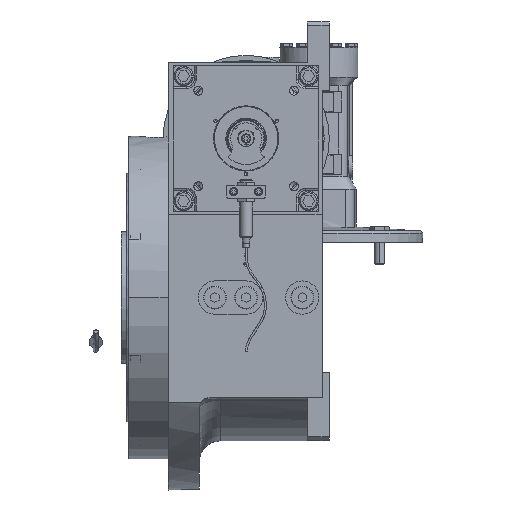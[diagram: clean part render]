
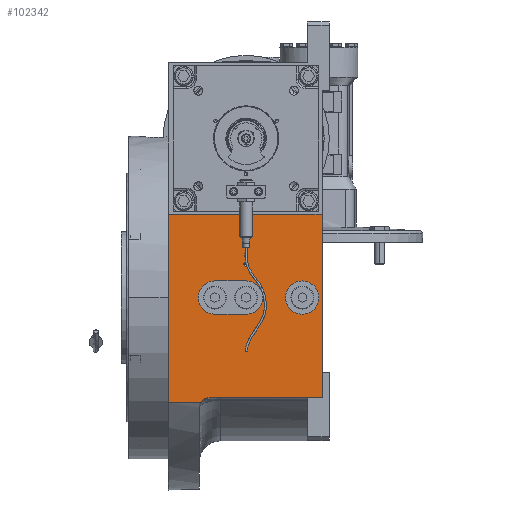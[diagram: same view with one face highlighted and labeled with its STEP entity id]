
A CAD part, left-side view. The second image highlights one B-rep face of the part: STEP entity #102342.
In plain terms, the highlighted planar face has unit normal (-1, 0, 0).
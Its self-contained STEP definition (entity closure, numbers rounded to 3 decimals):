
#652 = LINE ( 'NONE', #83067, #34179 ) ;
#1342 = AXIS2_PLACEMENT_3D ( 'NONE', #57594, #26952, #86868 ) ;
#2028 = CARTESIAN_POINT ( 'NONE',  ( -155., 43.657, -100.995 ) ) ;
#2451 = VERTEX_POINT ( 'NONE', #66296 ) ;
#2774 = DIRECTION ( 'NONE',  ( 0., 1., 0. ) ) ;
#3810 = EDGE_CURVE ( 'NONE', #46424, #83704, #97317, .T. ) ;
#4830 = VERTEX_POINT ( 'NONE', #23164 ) ;
#4895 = VECTOR ( 'NONE', #54473, 1000. ) ;
#5554 = EDGE_CURVE ( 'NONE', #2451, #46214, #71700, .T. ) ;
#6224 = CARTESIAN_POINT ( 'NONE',  ( -155., -2.1, 60. ) ) ;
#7483 = AXIS2_PLACEMENT_3D ( 'NONE', #12312, #34755, #25218 ) ;
#7979 = DIRECTION ( 'NONE',  ( 0., 0., -1. ) ) ;
#9266 = EDGE_LOOP ( 'NONE', ( #54677, #91202 ) ) ;
#9493 = CARTESIAN_POINT ( 'NONE',  ( -155., -73., 80. ) ) ;
#9919 = EDGE_CURVE ( 'NONE', #81653, #132909, #59494, .T. ) ;
#10605 = CARTESIAN_POINT ( 'NONE',  ( -155., 0., 60. ) ) ;
#12312 = CARTESIAN_POINT ( 'NONE',  ( -155., 30., 0. ) ) ;
#13696 = LINE ( 'NONE', #105613, #52770 ) ;
#13732 = CARTESIAN_POINT ( 'NONE',  ( -155., 0., 60. ) ) ;
#14287 = CIRCLE ( 'NONE', #127351, 2.1 ) ;
#15373 = FACE_OUTER_BOUND ( 'NONE', #79028, .T. ) ;
#16065 = PLANE ( 'NONE',  #1342 ) ;
#17611 = ORIENTED_EDGE ( 'NONE', *, *, #103475, .T. ) ;
#18690 = CARTESIAN_POINT ( 'NONE',  ( -155., 30., 16. ) ) ;
#18932 = CARTESIAN_POINT ( 'NONE',  ( -155., 0., 16. ) ) ;
#20842 = CARTESIAN_POINT ( 'NONE',  ( -155., 0., 32. ) ) ;
#21209 = CARTESIAN_POINT ( 'NONE',  ( -155., 2.1, 60. ) ) ;
#23164 = CARTESIAN_POINT ( 'NONE',  ( -155., 0., -16. ) ) ;
#25218 = DIRECTION ( 'NONE',  ( 0., 0., 1. ) ) ;
#26876 = VERTEX_POINT ( 'NONE', #9493 ) ;
#26952 = DIRECTION ( 'NONE',  ( -1., 0., 0. ) ) ;
#27082 = CARTESIAN_POINT ( 'NONE',  ( -155., 0., 0. ) ) ;
#28005 = EDGE_CURVE ( 'NONE', #40946, #110422, #652, .T. ) ;
#28712 = VERTEX_POINT ( 'NONE', #112559 ) ;
#30120 = CARTESIAN_POINT ( 'NONE',  ( -155., 75., 80. ) ) ;
#34179 = VECTOR ( 'NONE', #65821, 1000. ) ;
#34755 = DIRECTION ( 'NONE',  ( -1., 0., 0. ) ) ;
#35197 = EDGE_CURVE ( 'NONE', #48416, #43820, #74913, .T. ) ;
#35895 = LINE ( 'NONE', #51508, #107119 ) ;
#35974 = EDGE_CURVE ( 'NONE', #28712, #83847, #35895, .T. ) ;
#37406 = CARTESIAN_POINT ( 'NONE',  ( -155., 35., -106. ) ) ;
#37861 = FACE_BOUND ( 'NONE', #42365, .T. ) ;
#39741 = ORIENTED_EDGE ( 'NONE', *, *, #28005, .F. ) ;
#40946 = VERTEX_POINT ( 'NONE', #18932 ) ;
#41209 = AXIS2_PLACEMENT_3D ( 'NONE', #20842, #84775, #62372 ) ;
#42224 = CARTESIAN_POINT ( 'NONE',  ( -155., -54., 0. ) ) ;
#42365 = EDGE_LOOP ( 'NONE', ( #39741, #123772, #126427, #47087 ) ) ;
#43711 = VERTEX_POINT ( 'NONE', #72231 ) ;
#43820 = VERTEX_POINT ( 'NONE', #75574 ) ;
#46214 = VERTEX_POINT ( 'NONE', #60463 ) ;
#46424 = VERTEX_POINT ( 'NONE', #77878 ) ;
#46754 = FACE_BOUND ( 'NONE', #9266, .T. ) ;
#47087 = ORIENTED_EDGE ( 'NONE', *, *, #79328, .F. ) ;
#48416 = VERTEX_POINT ( 'NONE', #52766 ) ;
#48474 = VECTOR ( 'NONE', #113734, 1000. ) ;
#49657 = DIRECTION ( 'NONE',  ( 0., 0.866, 0.5 ) ) ;
#51195 = CARTESIAN_POINT ( 'NONE',  ( -155., -70., 0. ) ) ;
#51508 = CARTESIAN_POINT ( 'NONE',  ( -155., -73., -96. ) ) ;
#52766 = CARTESIAN_POINT ( 'NONE',  ( -155., 43.657, -100.995 ) ) ;
#52770 = VECTOR ( 'NONE', #2774, 1000. ) ;
#53194 = EDGE_CURVE ( 'NONE', #43820, #108333, #120503, .T. ) ;
#54473 = DIRECTION ( 'NONE',  ( 0., 1., 0. ) ) ;
#54677 = ORIENTED_EDGE ( 'NONE', *, *, #61639, .T. ) ;
#55148 = LINE ( 'NONE', #76252, #116290 ) ;
#55380 = ORIENTED_EDGE ( 'NONE', *, *, #121410, .T. ) ;
#57594 = CARTESIAN_POINT ( 'NONE',  ( -155., -73., -100.995 ) ) ;
#59494 = CIRCLE ( 'NONE', #105148, 2.1 ) ;
#59940 = VECTOR ( 'NONE', #119149, 1000. ) ;
#60463 = CARTESIAN_POINT ( 'NONE',  ( -155., 2.1, 32. ) ) ;
#61537 = CIRCLE ( 'NONE', #76795, 16. ) ;
#61639 = EDGE_CURVE ( 'NONE', #132909, #81653, #108942, .T. ) ;
#62372 = DIRECTION ( 'NONE',  ( 0., -1., 0. ) ) ;
#65308 = ORIENTED_EDGE ( 'NONE', *, *, #97600, .T. ) ;
#65821 = DIRECTION ( 'NONE',  ( 0., 1., 0. ) ) ;
#66132 = ORIENTED_EDGE ( 'NONE', *, *, #114169, .T. ) ;
#66296 = CARTESIAN_POINT ( 'NONE',  ( -155., -2.1, 32. ) ) ;
#66979 = ORIENTED_EDGE ( 'NONE', *, *, #83072, .F. ) ;
#68337 = CIRCLE ( 'NONE', #7483, 16. ) ;
#68505 = FACE_BOUND ( 'NONE', #134539, .T. ) ;
#69015 = DIRECTION ( 'NONE',  ( 0., 1., 0. ) ) ;
#71529 = EDGE_CURVE ( 'NONE', #4830, #40946, #61537, .T. ) ;
#71700 = CIRCLE ( 'NONE', #41209, 2.1 ) ;
#72231 = CARTESIAN_POINT ( 'NONE',  ( -155., 30., -16. ) ) ;
#74684 = CARTESIAN_POINT ( 'NONE',  ( -155., 0., 32. ) ) ;
#74913 = LINE ( 'NONE', #2028, #4895 ) ;
#75574 = CARTESIAN_POINT ( 'NONE',  ( -155., 75., -100.995 ) ) ;
#75620 = CARTESIAN_POINT ( 'NONE',  ( -155., 35., -96. ) ) ;
#76252 = CARTESIAN_POINT ( 'NONE',  ( -155., -73., -96. ) ) ;
#76795 = AXIS2_PLACEMENT_3D ( 'NONE', #27082, #110794, #7979 ) ;
#77582 = CARTESIAN_POINT ( 'NONE',  ( -155., 75., -100.995 ) ) ;
#77878 = CARTESIAN_POINT ( 'NONE',  ( -155., -38., 0. ) ) ;
#78941 = DIRECTION ( 'NONE',  ( 1., 0., 0. ) ) ;
#79028 = EDGE_LOOP ( 'NONE', ( #66132, #55380, #116920, #122702, #65308, #134498 ) ) ;
#79328 = EDGE_CURVE ( 'NONE', #110422, #43711, #68337, .T. ) ;
#79987 = CIRCLE ( 'NONE', #88599, 16. ) ;
#81653 = VERTEX_POINT ( 'NONE', #6224 ) ;
#83067 = CARTESIAN_POINT ( 'NONE',  ( -155., 0., 16. ) ) ;
#83072 = EDGE_CURVE ( 'NONE', #83704, #46424, #79987, .T. ) ;
#83111 = CIRCLE ( 'NONE', #126699, 10. ) ;
#83704 = VERTEX_POINT ( 'NONE', #51195 ) ;
#83847 = VERTEX_POINT ( 'NONE', #75620 ) ;
#84775 = DIRECTION ( 'NONE',  ( 1., 0., 0. ) ) ;
#85222 = DIRECTION ( 'NONE',  ( 0., 1., 0. ) ) ;
#86223 = DIRECTION ( 'NONE',  ( 0., 1., 0. ) ) ;
#86868 = DIRECTION ( 'NONE',  ( 0., 0., 1. ) ) ;
#87267 = EDGE_LOOP ( 'NONE', ( #66979, #96625 ) ) ;
#88599 = AXIS2_PLACEMENT_3D ( 'NONE', #91168, #92518, #102054 ) ;
#91168 = CARTESIAN_POINT ( 'NONE',  ( -155., -54., 0. ) ) ;
#91202 = ORIENTED_EDGE ( 'NONE', *, *, #9919, .T. ) ;
#92518 = DIRECTION ( 'NONE',  ( -1., 0., 0. ) ) ;
#92981 = AXIS2_PLACEMENT_3D ( 'NONE', #42224, #130999, #69015 ) ;
#93667 = DIRECTION ( 'NONE',  ( 0., -1., 0. ) ) ;
#96625 = ORIENTED_EDGE ( 'NONE', *, *, #3810, .F. ) ;
#97317 = CIRCLE ( 'NONE', #92981, 16. ) ;
#97600 = EDGE_CURVE ( 'NONE', #48416, #83847, #83111, .T. ) ;
#102054 = DIRECTION ( 'NONE',  ( 0., -1., 0. ) ) ;
#102342 = ADVANCED_FACE ( 'NONE', ( #37861, #110670, #68505, #46754, #15373 ), #16065, .T. ) ;
#103475 = EDGE_CURVE ( 'NONE', #46214, #2451, #14287, .T. ) ;
#105148 = AXIS2_PLACEMENT_3D ( 'NONE', #10605, #125690, #93667 ) ;
#105613 = CARTESIAN_POINT ( 'NONE',  ( -155., -73., 80. ) ) ;
#107119 = VECTOR ( 'NONE', #123038, 1000. ) ;
#108333 = VERTEX_POINT ( 'NONE', #30120 ) ;
#108942 = CIRCLE ( 'NONE', #132903, 2.1 ) ;
#110422 = VERTEX_POINT ( 'NONE', #18690 ) ;
#110670 = FACE_BOUND ( 'NONE', #87267, .T. ) ;
#110794 = DIRECTION ( 'NONE',  ( -1., 0., 0. ) ) ;
#111976 = EDGE_CURVE ( 'NONE', #43711, #4830, #134198, .T. ) ;
#112559 = CARTESIAN_POINT ( 'NONE',  ( -155., -73., -96. ) ) ;
#113734 = DIRECTION ( 'NONE',  ( 0., -1., 0. ) ) ;
#114169 = EDGE_CURVE ( 'NONE', #28712, #26876, #55148, .T. ) ;
#116242 = DIRECTION ( 'NONE',  ( 1., 0., 0. ) ) ;
#116290 = VECTOR ( 'NONE', #133406, 1000. ) ;
#116920 = ORIENTED_EDGE ( 'NONE', *, *, #53194, .F. ) ;
#119149 = DIRECTION ( 'NONE',  ( 0., 0., 1. ) ) ;
#120503 = LINE ( 'NONE', #77582, #59940 ) ;
#121410 = EDGE_CURVE ( 'NONE', #26876, #108333, #13696, .T. ) ;
#122702 = ORIENTED_EDGE ( 'NONE', *, *, #35197, .F. ) ;
#123038 = DIRECTION ( 'NONE',  ( 0., 1., 0. ) ) ;
#123772 = ORIENTED_EDGE ( 'NONE', *, *, #71529, .F. ) ;
#124007 = CARTESIAN_POINT ( 'NONE',  ( -155., 30., -16. ) ) ;
#125690 = DIRECTION ( 'NONE',  ( 1., 0., 0. ) ) ;
#126427 = ORIENTED_EDGE ( 'NONE', *, *, #111976, .F. ) ;
#126699 = AXIS2_PLACEMENT_3D ( 'NONE', #37406, #78941, #49657 ) ;
#126807 = DIRECTION ( 'NONE',  ( 1., 0., 0. ) ) ;
#127351 = AXIS2_PLACEMENT_3D ( 'NONE', #74684, #116242, #86223 ) ;
#130999 = DIRECTION ( 'NONE',  ( -1., 0., 0. ) ) ;
#132903 = AXIS2_PLACEMENT_3D ( 'NONE', #13732, #126807, #85222 ) ;
#132909 = VERTEX_POINT ( 'NONE', #21209 ) ;
#133406 = DIRECTION ( 'NONE',  ( 0., 0., 1. ) ) ;
#133625 = ORIENTED_EDGE ( 'NONE', *, *, #5554, .T. ) ;
#134198 = LINE ( 'NONE', #124007, #48474 ) ;
#134498 = ORIENTED_EDGE ( 'NONE', *, *, #35974, .F. ) ;
#134539 = EDGE_LOOP ( 'NONE', ( #17611, #133625 ) ) ;
